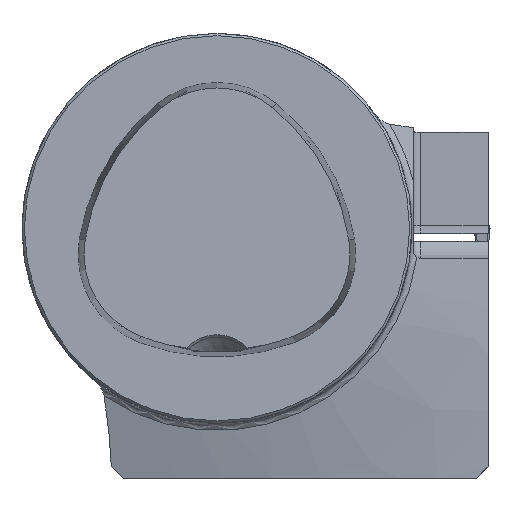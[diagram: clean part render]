
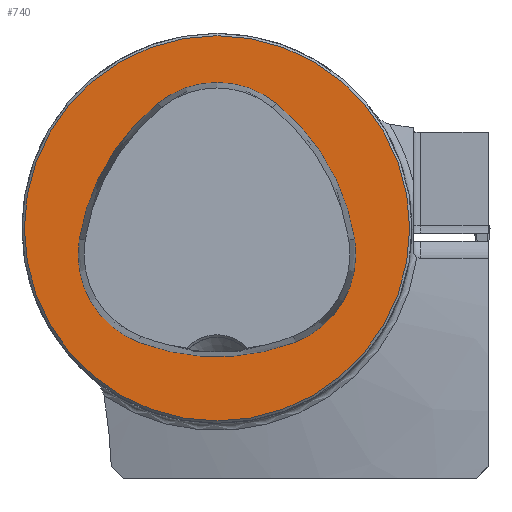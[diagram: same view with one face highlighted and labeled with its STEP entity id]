
A CAD part, top view. The second image highlights one B-rep face of the part: STEP entity #740.
In plain terms, the highlighted planar face has unit normal (0, 0, 1).
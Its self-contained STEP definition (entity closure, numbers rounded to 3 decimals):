
#157=FACE_BOUND('',#1071,.T.);
#158=FACE_BOUND('',#1072,.T.);
#246=PLANE('',#2998);
#740=ADVANCED_FACE('CU_FL_N1_SU_1',(#157,#158),#246,.T.);
#1071=EDGE_LOOP('',(#1500,#1501,#1502,#1503,#1504,#1505));
#1072=EDGE_LOOP('',(#1506));
#1224=CIRCLE('',#2989,28.075);
#1226=CIRCLE('',#2992,28.075);
#1227=CIRCLE('',#2993,12.075);
#1228=CIRCLE('',#2994,12.075);
#1229=CIRCLE('',#2995,28.075);
#1230=CIRCLE('',#2996,12.075);
#1231=CIRCLE('',#2997,24.7);
#1500=ORIENTED_EDGE('',*,*,#2541,.F.);
#1501=ORIENTED_EDGE('',*,*,#2542,.F.);
#1502=ORIENTED_EDGE('',*,*,#2534,.F.);
#1503=ORIENTED_EDGE('',*,*,#2543,.F.);
#1504=ORIENTED_EDGE('',*,*,#2544,.F.);
#1505=ORIENTED_EDGE('',*,*,#2545,.F.);
#1506=ORIENTED_EDGE('',*,*,#2546,.T.);
#2236=VERTEX_POINT('',#4540);
#2237=VERTEX_POINT('',#4542);
#2243=VERTEX_POINT('',#4574);
#2244=VERTEX_POINT('',#4575);
#2245=VERTEX_POINT('',#4578);
#2246=VERTEX_POINT('',#4580);
#2247=VERTEX_POINT('',#4583);
#2534=EDGE_CURVE('',#2236,#2237,#1224,.T.);
#2541=EDGE_CURVE('',#2243,#2244,#1226,.T.);
#2542=EDGE_CURVE('',#2237,#2243,#1227,.T.);
#2543=EDGE_CURVE('',#2245,#2236,#1228,.T.);
#2544=EDGE_CURVE('',#2246,#2245,#1229,.T.);
#2545=EDGE_CURVE('',#2244,#2246,#1230,.T.);
#2546=EDGE_CURVE('',#2247,#2247,#1231,.T.);
#2989=AXIS2_PLACEMENT_3D('',#4541,#3390,#3391);
#2992=AXIS2_PLACEMENT_3D('',#4573,#3397,#3398);
#2993=AXIS2_PLACEMENT_3D('',#4576,#3399,#3400);
#2994=AXIS2_PLACEMENT_3D('',#4577,#3401,#3402);
#2995=AXIS2_PLACEMENT_3D('',#4579,#3403,#3404);
#2996=AXIS2_PLACEMENT_3D('',#4581,#3405,#3406);
#2997=AXIS2_PLACEMENT_3D('',#4582,#3407,#3408);
#2998=AXIS2_PLACEMENT_3D('',#4584,#3409,#3410);
#3390=DIRECTION('',(0.,0.,1.));
#3391=DIRECTION('',(-1.,0.,0.));
#3397=DIRECTION('',(0.,0.,1.));
#3398=DIRECTION('',(-1.,0.,0.));
#3399=DIRECTION('',(0.,0.,1.));
#3400=DIRECTION('',(-1.,0.,0.));
#3401=DIRECTION('',(0.,0.,1.));
#3402=DIRECTION('',(-1.,0.,0.));
#3403=DIRECTION('',(0.,0.,1.));
#3404=DIRECTION('',(-1.,0.,0.));
#3405=DIRECTION('',(0.,0.,1.));
#3406=DIRECTION('',(-1.,0.,0.));
#3407=DIRECTION('',(0.,0.,1.));
#3408=DIRECTION('',(-1.,0.,0.));
#3409=DIRECTION('',(0.,0.,1.));
#3410=DIRECTION('',(-1.,0.,0.));
#4540=CARTESIAN_POINT('',(-10.05,-14.595,0.));
#4541=CARTESIAN_POINT('',(0.,11.62,0.));
#4542=CARTESIAN_POINT('',(10.05,-14.595,0.));
#4573=CARTESIAN_POINT('',(-10.078,-5.807,0.));
#4574=CARTESIAN_POINT('',(17.656,-1.443,0.));
#4575=CARTESIAN_POINT('',(7.606,15.999,0.));
#4576=CARTESIAN_POINT('',(5.727,-3.32,0.));
#4577=CARTESIAN_POINT('',(-5.727,-3.32,0.));
#4578=CARTESIAN_POINT('',(-17.656,-1.443,0.));
#4579=CARTESIAN_POINT('',(10.078,-5.807,0.));
#4580=CARTESIAN_POINT('',(-7.606,15.999,0.));
#4581=CARTESIAN_POINT('',(0.,6.62,0.));
#4582=CARTESIAN_POINT('',(0.,0.,0.));
#4583=CARTESIAN_POINT('',(-24.7,0.,0.));
#4584=CARTESIAN_POINT('',(0.,0.,0.));
